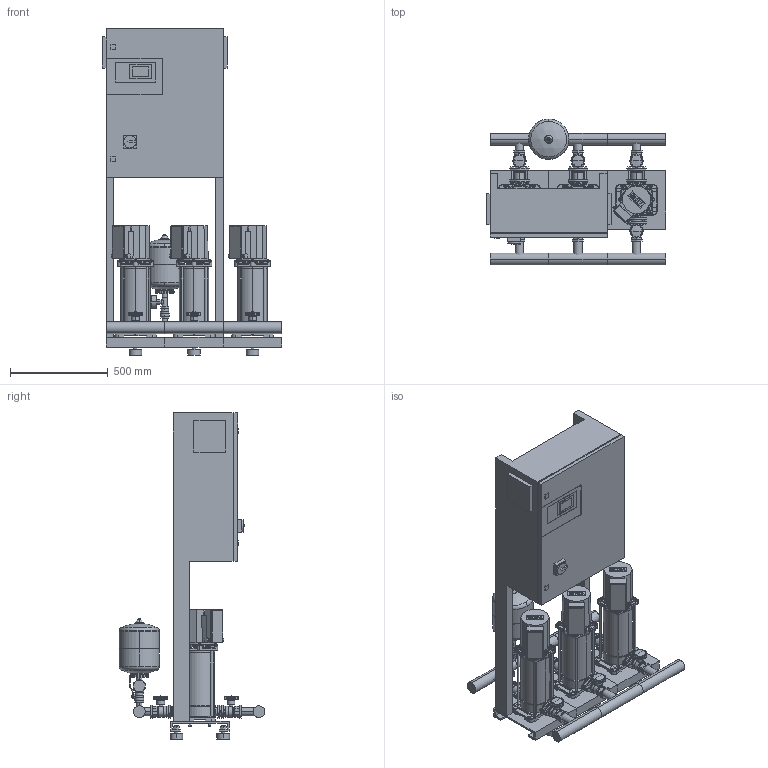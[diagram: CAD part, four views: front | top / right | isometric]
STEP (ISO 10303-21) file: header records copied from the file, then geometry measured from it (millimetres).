
FILE_DESCRIPTION((''),'2;1');
FILE_NAME('3d_COR-3 MVIS 409-2524443.stp','2009-03-26T13:05:18',(''),(''),'Mechanical Desktop 2008','Mechanical Desktop 2008',', , ');
FILE_SCHEMA(('CONFIG_CONTROL_DESIGN'));
Length unit declared in the file: millimetre
Products named in the file (1): 3D_COR-3 MVIS 409-2524443
Bounding box: 920 x 746.15 x 1670 mm (x, y, z)
Volume: 181756128.2 mm3; surface area: 6777676.6 mm2
Topology: 123 solids, 123 shells, 3224 faces, 7639 edges, 4794 vertices
Faces by surface type: plane 1478, cylinder 1098, bspline 306, torus 148, cone 144, sphere 50
Entity records: 98849 total; most frequent: CARTESIAN_POINT 24316, DIRECTION 15638, ORIENTED_EDGE 15110, EDGE_CURVE 7555, AXIS2_PLACEMENT_3D 5550, VERTEX_POINT 4794, VECTOR 4538, LINE 4538
